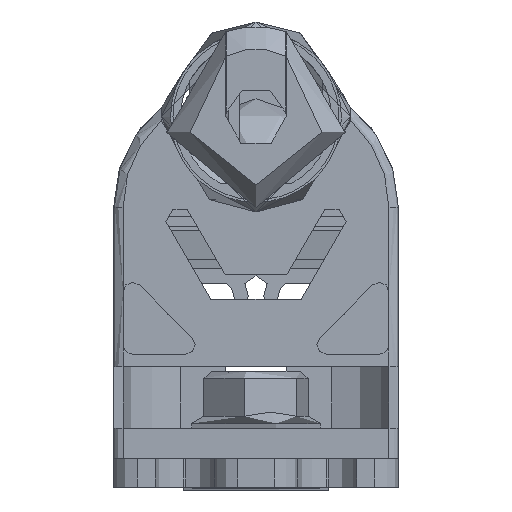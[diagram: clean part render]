
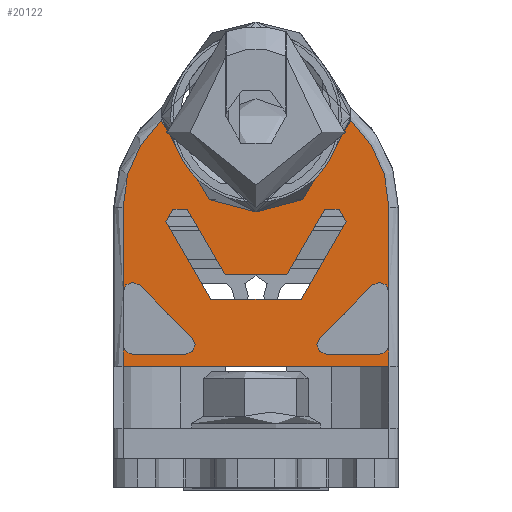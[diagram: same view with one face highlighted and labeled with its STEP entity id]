
A CAD part, front view. The second image highlights one B-rep face of the part: STEP entity #20122.
In plain terms, the highlighted face is planar.
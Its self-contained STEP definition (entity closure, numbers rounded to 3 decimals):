
#1009=LINE('',#27900,#3535);
#1011=LINE('',#27903,#3537);
#1025=LINE('',#27946,#3551);
#1028=LINE('',#27956,#3554);
#1029=LINE('',#27960,#3555);
#1030=LINE('',#27967,#3556);
#1031=LINE('',#27971,#3557);
#1032=LINE('',#27975,#3558);
#1033=LINE('',#27978,#3559);
#3535=VECTOR('',#22667,8.91);
#3537=VECTOR('',#22669,2.3);
#3551=VECTOR('',#22693,28.);
#3554=VECTOR('',#22702,5.59);
#3555=VECTOR('',#22705,7.905);
#3556=VECTOR('',#22712,8.91);
#3557=VECTOR('',#22715,7.905);
#3558=VECTOR('',#22718,5.59);
#3559=VECTOR('',#22721,2.3);
#6119=FACE_BOUND('',#8500,.T.);
#6339=PLANE('',#21281);
#7371=FACE_OUTER_BOUND('',#8499,.T.);
#8499=EDGE_LOOP('',(#14700,#14701,#14702,#14703,#14704,#14705,#14706,#14707,
#14708,#14709,#14710,#14711,#14712,#14713,#14714,#14715,#14716,#14717));
#8500=EDGE_LOOP('',(#14718,#14719,#14720,#14721));
#9843=CIRCLE('',#21276,12.5);
#9846=CIRCLE('',#21282,1.);
#9847=CIRCLE('',#21283,1.);
#9848=CIRCLE('',#21284,1.);
#9849=CIRCLE('',#21285,10.);
#9850=CIRCLE('',#21286,12.5);
#9851=CIRCLE('',#21287,1.);
#9852=CIRCLE('',#21288,1.);
#9853=CIRCLE('',#21289,1.);
#9854=CIRCLE('',#21290,1.5);
#9855=CIRCLE('',#21291,6.5);
#9856=CIRCLE('',#21292,1.5);
#9857=CIRCLE('',#21293,9.5);
#10063=VERTEX_POINT('',#27892);
#10066=VERTEX_POINT('',#27897);
#10067=VERTEX_POINT('',#27899);
#10068=VERTEX_POINT('',#27901);
#10070=VERTEX_POINT('',#27906);
#10080=VERTEX_POINT('',#27945);
#10083=VERTEX_POINT('',#27953);
#10084=VERTEX_POINT('',#27955);
#10085=VERTEX_POINT('',#27957);
#10086=VERTEX_POINT('',#27959);
#10087=VERTEX_POINT('',#27962);
#10088=VERTEX_POINT('',#27964);
#10089=VERTEX_POINT('',#27966);
#10090=VERTEX_POINT('',#27968);
#10091=VERTEX_POINT('',#27970);
#10092=VERTEX_POINT('',#27972);
#10093=VERTEX_POINT('',#27974);
#10094=VERTEX_POINT('',#27976);
#10095=VERTEX_POINT('',#27979);
#10096=VERTEX_POINT('',#27980);
#10097=VERTEX_POINT('',#27982);
#10098=VERTEX_POINT('',#27984);
#11911=EDGE_CURVE('',#10066,#10067,#1009,.T.);
#11913=EDGE_CURVE('',#10068,#10063,#1011,.T.);
#11915=EDGE_CURVE('',#10070,#10066,#9843,.T.);
#11930=EDGE_CURVE('',#10080,#10063,#1025,.T.);
#11934=EDGE_CURVE('',#10068,#10083,#9846,.T.);
#11935=EDGE_CURVE('',#10083,#10084,#1028,.T.);
#11936=EDGE_CURVE('',#10084,#10085,#9847,.T.);
#11937=EDGE_CURVE('',#10085,#10086,#1029,.T.);
#11938=EDGE_CURVE('',#10086,#10067,#9848,.T.);
#11939=EDGE_CURVE('',#10070,#10087,#9849,.T.);
#11940=EDGE_CURVE('',#10088,#10087,#9850,.T.);
#11941=EDGE_CURVE('',#10089,#10088,#1030,.T.);
#11942=EDGE_CURVE('',#10089,#10090,#9851,.T.);
#11943=EDGE_CURVE('',#10090,#10091,#1031,.T.);
#11944=EDGE_CURVE('',#10091,#10092,#9852,.T.);
#11945=EDGE_CURVE('',#10092,#10093,#1032,.T.);
#11946=EDGE_CURVE('',#10093,#10094,#9853,.T.);
#11947=EDGE_CURVE('',#10080,#10094,#1033,.T.);
#11948=EDGE_CURVE('',#10095,#10096,#9854,.T.);
#11949=EDGE_CURVE('',#10096,#10097,#9855,.T.);
#11950=EDGE_CURVE('',#10097,#10098,#9856,.T.);
#11951=EDGE_CURVE('',#10098,#10095,#9857,.T.);
#14700=ORIENTED_EDGE('',*,*,#11913,.F.);
#14701=ORIENTED_EDGE('',*,*,#11934,.T.);
#14702=ORIENTED_EDGE('',*,*,#11935,.T.);
#14703=ORIENTED_EDGE('',*,*,#11936,.T.);
#14704=ORIENTED_EDGE('',*,*,#11937,.T.);
#14705=ORIENTED_EDGE('',*,*,#11938,.T.);
#14706=ORIENTED_EDGE('',*,*,#11911,.F.);
#14707=ORIENTED_EDGE('',*,*,#11915,.F.);
#14708=ORIENTED_EDGE('',*,*,#11939,.T.);
#14709=ORIENTED_EDGE('',*,*,#11940,.F.);
#14710=ORIENTED_EDGE('',*,*,#11941,.F.);
#14711=ORIENTED_EDGE('',*,*,#11942,.T.);
#14712=ORIENTED_EDGE('',*,*,#11943,.T.);
#14713=ORIENTED_EDGE('',*,*,#11944,.T.);
#14714=ORIENTED_EDGE('',*,*,#11945,.T.);
#14715=ORIENTED_EDGE('',*,*,#11946,.T.);
#14716=ORIENTED_EDGE('',*,*,#11947,.F.);
#14717=ORIENTED_EDGE('',*,*,#11930,.T.);
#14718=ORIENTED_EDGE('',*,*,#11948,.T.);
#14719=ORIENTED_EDGE('',*,*,#11949,.T.);
#14720=ORIENTED_EDGE('',*,*,#11950,.T.);
#14721=ORIENTED_EDGE('',*,*,#11951,.T.);
#20122=ADVANCED_FACE('',(#7371,#6119),#6339,.T.);
#21276=AXIS2_PLACEMENT_3D('',#27919,#22672,#22673);
#21281=AXIS2_PLACEMENT_3D('',#27952,#22698,#22699);
#21282=AXIS2_PLACEMENT_3D('',#27954,#22700,#22701);
#21283=AXIS2_PLACEMENT_3D('',#27958,#22703,#22704);
#21284=AXIS2_PLACEMENT_3D('',#27961,#22706,#22707);
#21285=AXIS2_PLACEMENT_3D('',#27963,#22708,#22709);
#21286=AXIS2_PLACEMENT_3D('',#27965,#22710,#22711);
#21287=AXIS2_PLACEMENT_3D('',#27969,#22713,#22714);
#21288=AXIS2_PLACEMENT_3D('',#27973,#22716,#22717);
#21289=AXIS2_PLACEMENT_3D('',#27977,#22719,#22720);
#21290=AXIS2_PLACEMENT_3D('',#27981,#22722,#22723);
#21291=AXIS2_PLACEMENT_3D('',#27983,#22724,#22725);
#21292=AXIS2_PLACEMENT_3D('',#27985,#22726,#22727);
#21293=AXIS2_PLACEMENT_3D('',#27986,#22728,#22729);
#22667=DIRECTION('',(0.,-1.,0.));
#22669=DIRECTION('',(0.,-1.,0.));
#22672=DIRECTION('center_axis',(0.,0.,-1.));
#22673=DIRECTION('ref_axis',(0.902,0.433,0.));
#22693=DIRECTION('',(1.,0.,0.));
#22698=DIRECTION('center_axis',(0.,0.,1.));
#22699=DIRECTION('ref_axis',(1.,0.,0.));
#22700=DIRECTION('center_axis',(0.,0.,-1.));
#22701=DIRECTION('ref_axis',(0.,-1.,0.));
#22702=DIRECTION('',(-1.,0.,0.));
#22703=DIRECTION('center_axis',(0.,0.,-1.));
#22704=DIRECTION('ref_axis',(-0.707,0.707,0.));
#22705=DIRECTION('',(0.707,0.707,0.));
#22706=DIRECTION('center_axis',(0.,0.,-1.));
#22707=DIRECTION('ref_axis',(1.,0.,0.));
#22708=DIRECTION('center_axis',(0.,0.,-1.));
#22709=DIRECTION('ref_axis',(-1.,0.,0.));
#22710=DIRECTION('center_axis',(0.,0.,-1.));
#22711=DIRECTION('ref_axis',(-0.902,0.433,0.));
#22712=DIRECTION('',(0.,1.,0.));
#22713=DIRECTION('center_axis',(0.,0.,-1.));
#22714=DIRECTION('ref_axis',(-0.707,-0.707,0.));
#22715=DIRECTION('',(0.707,-0.707,0.));
#22716=DIRECTION('center_axis',(0.,0.,-1.));
#22717=DIRECTION('ref_axis',(0.,1.,0.));
#22718=DIRECTION('',(-1.,0.,0.));
#22719=DIRECTION('center_axis',(0.,0.,-1.));
#22720=DIRECTION('ref_axis',(1.,0.,0.));
#22721=DIRECTION('',(0.,1.,0.));
#22722=DIRECTION('center_axis',(0.,0.,-1.));
#22723=DIRECTION('ref_axis',(-1.,0.,0.));
#22724=DIRECTION('center_axis',(0.,0.,1.));
#22725=DIRECTION('ref_axis',(-1.,0.,0.));
#22726=DIRECTION('center_axis',(0.,0.,-1.));
#22727=DIRECTION('ref_axis',(-1.,0.,0.));
#22728=DIRECTION('center_axis',(0.,0.,-1.));
#22729=DIRECTION('ref_axis',(1.,0.,0.));
#27892=CARTESIAN_POINT('',(14.,-15.3,20.));
#27897=CARTESIAN_POINT('',(14.,1.5,20.));
#27899=CARTESIAN_POINT('',(14.,-7.41,20.));
#27900=CARTESIAN_POINT('',(14.,-8.5,20.));
#27901=CARTESIAN_POINT('',(14.,-13.,20.));
#27903=CARTESIAN_POINT('',(14.,-8.5,20.));
#27906=CARTESIAN_POINT('',(9.995,10.67,20.));
#27919=CARTESIAN_POINT('Origin',(1.5,1.5,20.));
#27945=CARTESIAN_POINT('',(-14.,-15.3,20.));
#27946=CARTESIAN_POINT('',(0.,-15.3,20.));
#27952=CARTESIAN_POINT('Origin',(0.,11.,
20.));
#27953=CARTESIAN_POINT('',(13.,-14.,20.));
#27954=CARTESIAN_POINT('Origin',(13.,-13.,20.));
#27955=CARTESIAN_POINT('',(7.41,-14.,20.));
#27956=CARTESIAN_POINT('',(6.5,-14.,20.));
#27957=CARTESIAN_POINT('',(6.703,-12.293,20.));
#27958=CARTESIAN_POINT('Origin',(7.41,-13.,20.));
#27959=CARTESIAN_POINT('',(12.293,-6.703,20.));
#27960=CARTESIAN_POINT('',(10.85,-8.145,20.));
#27961=CARTESIAN_POINT('Origin',(13.,-7.41,20.));
#27962=CARTESIAN_POINT('',(-9.995,10.67,20.));
#27963=CARTESIAN_POINT('Origin',(0.,11.,20.));
#27964=CARTESIAN_POINT('',(-14.,1.5,20.));
#27965=CARTESIAN_POINT('Origin',(-1.5,1.5,20.));
#27966=CARTESIAN_POINT('',(-14.,-7.41,20.));
#27967=CARTESIAN_POINT('',(-14.,6.25,20.));
#27968=CARTESIAN_POINT('',(-12.293,-6.703,20.));
#27969=CARTESIAN_POINT('Origin',(-13.,-7.41,20.));
#27970=CARTESIAN_POINT('',(-6.703,-12.293,20.));
#27971=CARTESIAN_POINT('',(-13.645,-5.35,20.));
#27972=CARTESIAN_POINT('',(-7.41,-14.,20.));
#27973=CARTESIAN_POINT('Origin',(-7.41,-13.,20.));
#27974=CARTESIAN_POINT('',(-13.,-14.,20.));
#27975=CARTESIAN_POINT('',(-3.705,-14.,20.));
#27976=CARTESIAN_POINT('',(-14.,-13.,20.));
#27977=CARTESIAN_POINT('Origin',(-13.,-13.,20.));
#27978=CARTESIAN_POINT('',(-14.,6.25,20.));
#27979=CARTESIAN_POINT('',(-9.5,0.,20.));
#27980=CARTESIAN_POINT('',(-6.5,0.,20.));
#27981=CARTESIAN_POINT('Origin',(-8.,0.,20.));
#27982=CARTESIAN_POINT('',(6.5,0.,20.));
#27983=CARTESIAN_POINT('Origin',(0.,0.,20.));
#27984=CARTESIAN_POINT('',(9.5,0.,20.));
#27985=CARTESIAN_POINT('Origin',(8.,0.,20.));
#27986=CARTESIAN_POINT('Origin',(0.,0.,20.));
